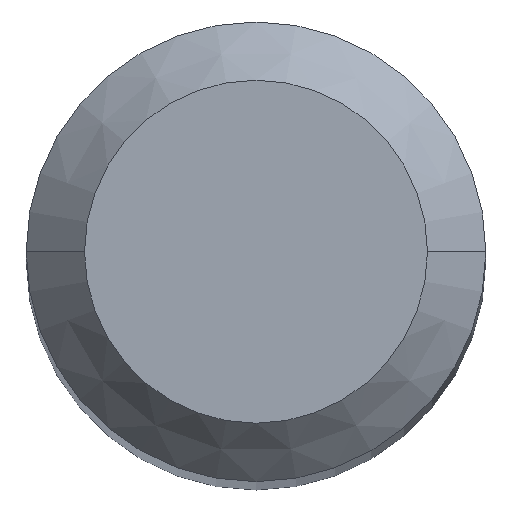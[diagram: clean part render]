
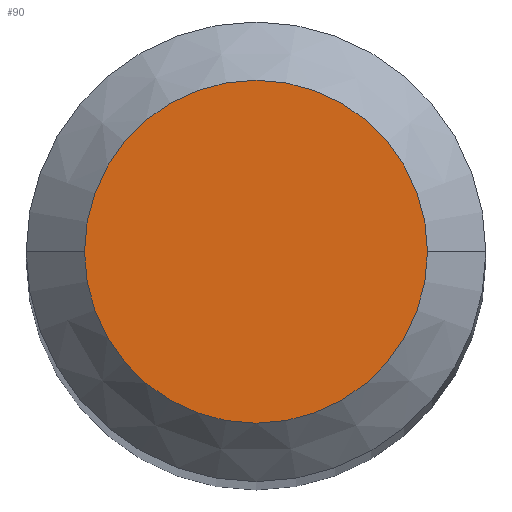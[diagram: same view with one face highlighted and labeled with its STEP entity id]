
A CAD part, top view. The second image highlights one B-rep face of the part: STEP entity #90.
In plain terms, the highlighted planar face has unit normal (0, 0, 1).
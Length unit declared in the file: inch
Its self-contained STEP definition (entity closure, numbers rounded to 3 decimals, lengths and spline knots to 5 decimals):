
#6 = ORIENTED_EDGE ( 'NONE', *, *, #156, .T. ) ;
#21 = CARTESIAN_POINT ( 'NONE',  ( 0., 0., 1.49606 ) ) ;
#22 = AXIS2_PLACEMENT_3D ( 'NONE', #288, #119, #58 ) ;
#25 = EDGE_CURVE ( 'NONE', #231, #56, #108, .T. ) ;
#41 = DIRECTION ( 'NONE',  ( 1., 0., 0. ) ) ;
#54 = EDGE_LOOP ( 'NONE', ( #6, #234 ) ) ;
#56 = VERTEX_POINT ( 'NONE', #293 ) ;
#58 = DIRECTION ( 'NONE',  ( 1., 0., 0. ) ) ;
#90 = ADVANCED_FACE ( 'NONE', ( #252 ), #151, .T. ) ;
#108 = CIRCLE ( 'NONE', #22, 0.04405 ) ;
#119 = DIRECTION ( 'NONE',  ( 0., 0., 1. ) ) ;
#123 = CARTESIAN_POINT ( 'NONE',  ( 0., 0., 1.49606 ) ) ;
#151 = PLANE ( 'NONE',  #228 ) ;
#156 = EDGE_CURVE ( 'NONE', #56, #231, #207, .T. ) ;
#207 = CIRCLE ( 'NONE', #303, 0.04405 ) ;
#228 = AXIS2_PLACEMENT_3D ( 'NONE', #123, #298, #41 ) ;
#231 = VERTEX_POINT ( 'NONE', #302 ) ;
#234 = ORIENTED_EDGE ( 'NONE', *, *, #25, .T. ) ;
#251 = DIRECTION ( 'NONE',  ( 1., 0., 0. ) ) ;
#252 = FACE_OUTER_BOUND ( 'NONE', #54, .T. ) ;
#272 = DIRECTION ( 'NONE',  ( 0., 0., 1. ) ) ;
#288 = CARTESIAN_POINT ( 'NONE',  ( 0., 0., 1.49606 ) ) ;
#293 = CARTESIAN_POINT ( 'NONE',  ( -0.04405, 0., 1.49606 ) ) ;
#298 = DIRECTION ( 'NONE',  ( 0., 0., 1. ) ) ;
#302 = CARTESIAN_POINT ( 'NONE',  ( 0.04405, 0., 1.49606 ) ) ;
#303 = AXIS2_PLACEMENT_3D ( 'NONE', #21, #272, #251 ) ;
